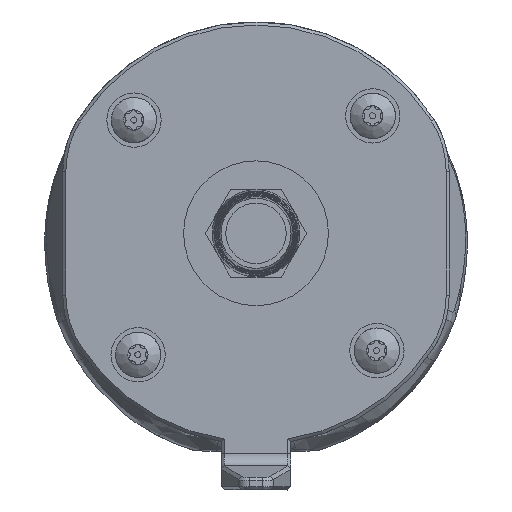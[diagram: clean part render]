
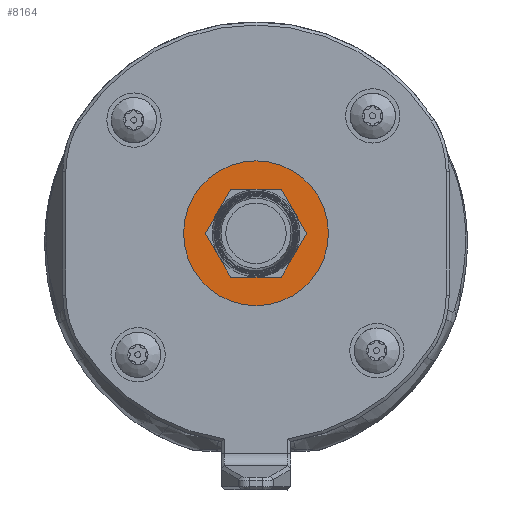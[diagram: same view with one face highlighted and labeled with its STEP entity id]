
A CAD part, front view. The second image highlights one B-rep face of the part: STEP entity #8164.
In plain terms, the highlighted planar face has unit normal (0, -1, 0).
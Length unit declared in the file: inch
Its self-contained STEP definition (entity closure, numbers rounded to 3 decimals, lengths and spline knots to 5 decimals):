
#15 = DIRECTION ( 'NONE',  ( 0., 0., 1. ) ) ;
#3352 = DIRECTION ( 'NONE',  ( 0., 1., 0. ) ) ;
#6076 = DIRECTION ( 'NONE',  ( 0., 1., 0. ) ) ;
#8164 = ADVANCED_FACE ( 'NONE', ( #75755, #15148 ), #14360, .F. ) ;
#8888 = CARTESIAN_POINT ( 'NONE',  ( 0., 0., -0.90551 ) ) ;
#9290 = EDGE_LOOP ( 'NONE', ( #59258 ) ) ;
#9349 = CARTESIAN_POINT ( 'NONE',  ( 0., 0., -1.37795 ) ) ;
#10945 = AXIS2_PLACEMENT_3D ( 'NONE', #31541, #79710, #15 ) ;
#14360 = PLANE ( 'NONE',  #75605 ) ;
#15148 = FACE_OUTER_BOUND ( 'NONE', #9290, .T. ) ;
#26424 = CIRCLE ( 'NONE', #31581, 0.47244 ) ;
#27649 = DIRECTION ( 'NONE',  ( 0., 0., 1. ) ) ;
#29213 = ORIENTED_EDGE ( 'NONE', *, *, #71252, .T. ) ;
#31541 = CARTESIAN_POINT ( 'NONE',  ( 0., 0., -1.37795 ) ) ;
#31581 = AXIS2_PLACEMENT_3D ( 'NONE', #9349, #6076, #36398 ) ;
#36398 = DIRECTION ( 'NONE',  ( 0., 0., 1. ) ) ;
#38289 = VERTEX_POINT ( 'NONE', #56869 ) ;
#54771 = CIRCLE ( 'NONE', #10945, 0.20866 ) ;
#56869 = CARTESIAN_POINT ( 'NONE',  ( 0., 0., -1.16929 ) ) ;
#58332 = CARTESIAN_POINT ( 'NONE',  ( 0., 0., -1.37795 ) ) ;
#59258 = ORIENTED_EDGE ( 'NONE', *, *, #77970, .F. ) ;
#69097 = EDGE_LOOP ( 'NONE', ( #29213 ) ) ;
#70727 = VERTEX_POINT ( 'NONE', #8888 ) ;
#71252 = EDGE_CURVE ( 'NONE', #38289, #38289, #54771, .T. ) ;
#75605 = AXIS2_PLACEMENT_3D ( 'NONE', #58332, #3352, #27649 ) ;
#75755 = FACE_BOUND ( 'NONE', #69097, .T. ) ;
#77970 = EDGE_CURVE ( 'NONE', #70727, #70727, #26424, .T. ) ;
#79710 = DIRECTION ( 'NONE',  ( 0., 1., 0. ) ) ;
